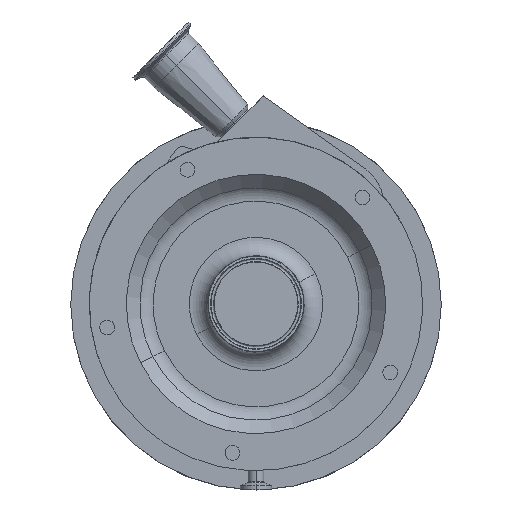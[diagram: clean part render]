
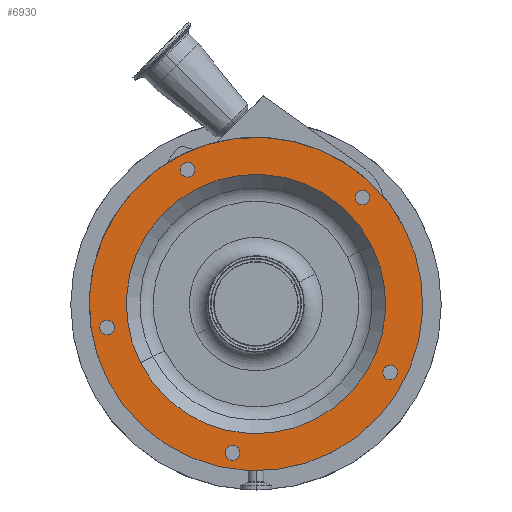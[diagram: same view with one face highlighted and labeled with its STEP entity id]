
A CAD part, top view. The second image highlights one B-rep face of the part: STEP entity #6930.
In plain terms, the highlighted planar face has unit normal (0, 0, 1).
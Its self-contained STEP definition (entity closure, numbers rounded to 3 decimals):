
#52 = VERTEX_POINT ( 'NONE', #3253 ) ;
#184 = AXIS2_PLACEMENT_3D ( 'NONE', #3824, #397, #4333 ) ;
#209 = DIRECTION ( 'NONE',  ( 0., 0., 1. ) ) ;
#265 = DIRECTION ( 'NONE',  ( 0., 0., 1. ) ) ;
#288 = FACE_BOUND ( 'NONE', #1125, .T. ) ;
#298 = AXIS2_PLACEMENT_3D ( 'NONE', #2994, #5811, #4206 ) ;
#352 = EDGE_CURVE ( 'NONE', #52, #5573, #4143, .T. ) ;
#397 = DIRECTION ( 'NONE',  ( 0., 0., 1. ) ) ;
#499 = CARTESIAN_POINT ( 'NONE',  ( 105.979, -60.733, 284. ) ) ;
#514 = CARTESIAN_POINT ( 'NONE',  ( -60.733, 105.979, 284. ) ) ;
#580 = DIRECTION ( 'NONE',  ( -0.454, -0.891, 0. ) ) ;
#590 = AXIS2_PLACEMENT_3D ( 'NONE', #1482, #3710, #2128 ) ;
#611 = DIRECTION ( 'NONE',  ( 0., 0., 1. ) ) ;
#686 = CARTESIAN_POINT ( 'NONE',  ( 0., 0., 284. ) ) ;
#815 = AXIS2_PLACEMENT_3D ( 'NONE', #5235, #209, #2892 ) ;
#887 = DIRECTION ( 'NONE',  ( -0.156, 0.988, 0. ) ) ;
#892 = AXIS2_PLACEMENT_3D ( 'NONE', #5794, #6310, #2900 ) ;
#899 = DIRECTION ( 'NONE',  ( 0., 0., 1. ) ) ;
#923 = EDGE_LOOP ( 'NONE', ( #4003, #6873 ) ) ;
#930 = CIRCLE ( 'NONE', #6297, 135. ) ;
#1004 = EDGE_CURVE ( 'NONE', #4963, #4019, #6949, .T. ) ;
#1037 = ORIENTED_EDGE ( 'NONE', *, *, #5095, .F. ) ;
#1054 = DIRECTION ( 'NONE',  ( 0., 0., 1. ) ) ;
#1113 = DIRECTION ( 'NONE',  ( 0.891, 0.454, 0. ) ) ;
#1125 = EDGE_LOOP ( 'NONE', ( #4384, #1037 ) ) ;
#1153 = DIRECTION ( 'NONE',  ( 0., 0., 1. ) ) ;
#1204 = AXIS2_PLACEMENT_3D ( 'NONE', #6123, #1153, #580 ) ;
#1235 = DIRECTION ( 'NONE',  ( 0.891, 0.454, 0. ) ) ;
#1262 = CARTESIAN_POINT ( 'NONE',  ( 82.024, 90.51, 284. ) ) ;
#1289 = VERTEX_POINT ( 'NONE', #499 ) ;
#1318 = DIRECTION ( 'NONE',  ( 0.707, -0.707, 0. ) ) ;
#1437 = DIRECTION ( 'NONE',  ( -0.454, -0.891, 0. ) ) ;
#1439 = AXIS2_PLACEMENT_3D ( 'NONE', #5249, #5797, #1235 ) ;
#1447 = EDGE_CURVE ( 'NONE', #6454, #2565, #3808, .T. ) ;
#1482 = CARTESIAN_POINT ( 'NONE',  ( 0., 0., 284. ) ) ;
#1497 = CARTESIAN_POINT ( 'NONE',  ( 86.267, 86.267, 284. ) ) ;
#1565 = DIRECTION ( 'NONE',  ( 0.707, -0.707, 0. ) ) ;
#1623 = CARTESIAN_POINT ( 'NONE',  ( -120.286, -61.289, 284. ) ) ;
#1739 = DIRECTION ( 'NONE',  ( 0., 0., -1. ) ) ;
#1795 = CIRCLE ( 'NONE', #6570, 6. ) ;
#1892 = ORIENTED_EDGE ( 'NONE', *, *, #1004, .F. ) ;
#1908 = DIRECTION ( 'NONE',  ( 0., 0., 1. ) ) ;
#2128 = DIRECTION ( 'NONE',  ( 0.891, 0.454, 0. ) ) ;
#2142 = AXIS2_PLACEMENT_3D ( 'NONE', #5501, #1739, #7137 ) ;
#2239 = FACE_BOUND ( 'NONE', #6526, .T. ) ;
#2497 = CARTESIAN_POINT ( 'NONE',  ( 90.51, 82.024, 284. ) ) ;
#2538 = EDGE_CURVE ( 'NONE', #4932, #5889, #4192, .T. ) ;
#2552 = EDGE_CURVE ( 'NONE', #2565, #6454, #930, .T. ) ;
#2565 = VERTEX_POINT ( 'NONE', #1623 ) ;
#2578 = VERTEX_POINT ( 'NONE', #4402 ) ;
#2686 = EDGE_CURVE ( 'NONE', #5889, #4932, #3961, .T. ) ;
#2708 = ORIENTED_EDGE ( 'NONE', *, *, #6212, .F. ) ;
#2749 = EDGE_LOOP ( 'NONE', ( #7025, #3954 ) ) ;
#2829 = ORIENTED_EDGE ( 'NONE', *, *, #3365, .F. ) ;
#2872 = ORIENTED_EDGE ( 'NONE', *, *, #6070, .F. ) ;
#2889 = ORIENTED_EDGE ( 'NONE', *, *, #2686, .F. ) ;
#2892 = DIRECTION ( 'NONE',  ( 0.891, 0.454, 0. ) ) ;
#2900 = DIRECTION ( 'NONE',  ( -0.988, 0.156, 0. ) ) ;
#2994 = CARTESIAN_POINT ( 'NONE',  ( -55.387, 108.703, 284. ) ) ;
#3030 = CIRCLE ( 'NONE', #7000, 6. ) ;
#3182 = AXIS2_PLACEMENT_3D ( 'NONE', #5198, #6328, #1318 ) ;
#3253 = CARTESIAN_POINT ( 'NONE',  ( -50.041, 111.427, 284. ) ) ;
#3263 = FACE_BOUND ( 'NONE', #2749, .T. ) ;
#3365 = EDGE_CURVE ( 'NONE', #2578, #6201, #3030, .T. ) ;
#3367 = CARTESIAN_POINT ( 'NONE',  ( -13.159, -121.437, 284. ) ) ;
#3405 = CARTESIAN_POINT ( 'NONE',  ( 0., 0., 284. ) ) ;
#3613 = CARTESIAN_POINT ( 'NONE',  ( -120.498, -19.085, 284. ) ) ;
#3640 = AXIS2_PLACEMENT_3D ( 'NONE', #1497, #4788, #1565 ) ;
#3710 = DIRECTION ( 'NONE',  ( 0., 0., 1. ) ) ;
#3718 = DIRECTION ( 'NONE',  ( -0.156, 0.988, 0. ) ) ;
#3760 = ORIENTED_EDGE ( 'NONE', *, *, #4534, .F. ) ;
#3808 = CIRCLE ( 'NONE', #4273, 135. ) ;
#3824 = CARTESIAN_POINT ( 'NONE',  ( -19.085, -120.498, 284. ) ) ;
#3954 = ORIENTED_EDGE ( 'NONE', *, *, #6755, .F. ) ;
#3961 = CIRCLE ( 'NONE', #815, 105. ) ;
#4003 = ORIENTED_EDGE ( 'NONE', *, *, #1447, .T. ) ;
#4014 = CIRCLE ( 'NONE', #1204, 6. ) ;
#4019 = VERTEX_POINT ( 'NONE', #5385 ) ;
#4143 = CIRCLE ( 'NONE', #298, 6. ) ;
#4146 = CARTESIAN_POINT ( 'NONE',  ( -119.559, -25.011, 284. ) ) ;
#4192 = CIRCLE ( 'NONE', #590, 105. ) ;
#4206 = DIRECTION ( 'NONE',  ( 0.891, 0.454, 0. ) ) ;
#4227 = CIRCLE ( 'NONE', #3640, 6. ) ;
#4273 = AXIS2_PLACEMENT_3D ( 'NONE', #686, #1908, #5714 ) ;
#4333 = DIRECTION ( 'NONE',  ( -0.988, 0.156, 0. ) ) ;
#4339 = EDGE_CURVE ( 'NONE', #4763, #7138, #4227, .T. ) ;
#4384 = ORIENTED_EDGE ( 'NONE', *, *, #4339, .F. ) ;
#4402 = CARTESIAN_POINT ( 'NONE',  ( -121.437, -13.159, 284. ) ) ;
#4416 = CARTESIAN_POINT ( 'NONE',  ( 111.427, -50.041, 284. ) ) ;
#4452 = CARTESIAN_POINT ( 'NONE',  ( -120.498, -19.085, 284. ) ) ;
#4478 = FACE_BOUND ( 'NONE', #5082, .T. ) ;
#4534 = EDGE_CURVE ( 'NONE', #6201, #2578, #5747, .T. ) ;
#4585 = EDGE_LOOP ( 'NONE', ( #2889, #4839 ) ) ;
#4763 = VERTEX_POINT ( 'NONE', #2497 ) ;
#4788 = DIRECTION ( 'NONE',  ( 0., 0., 1. ) ) ;
#4839 = ORIENTED_EDGE ( 'NONE', *, *, #2538, .F. ) ;
#4844 = FACE_OUTER_BOUND ( 'NONE', #923, .T. ) ;
#4914 = FACE_BOUND ( 'NONE', #4585, .T. ) ;
#4932 = VERTEX_POINT ( 'NONE', #6590 ) ;
#4963 = VERTEX_POINT ( 'NONE', #3367 ) ;
#5082 = EDGE_LOOP ( 'NONE', ( #2829, #3760 ) ) ;
#5095 = EDGE_CURVE ( 'NONE', #7138, #4763, #6348, .T. ) ;
#5198 = CARTESIAN_POINT ( 'NONE',  ( 86.267, 86.267, 284. ) ) ;
#5235 = CARTESIAN_POINT ( 'NONE',  ( 0., 0., 284. ) ) ;
#5249 = CARTESIAN_POINT ( 'NONE',  ( -55.387, 108.703, 284. ) ) ;
#5385 = CARTESIAN_POINT ( 'NONE',  ( -25.011, -119.559, 284. ) ) ;
#5501 = CARTESIAN_POINT ( 'NONE',  ( -17.706, 34.749, 284. ) ) ;
#5573 = VERTEX_POINT ( 'NONE', #514 ) ;
#5609 = FACE_BOUND ( 'NONE', #7094, .T. ) ;
#5653 = VERTEX_POINT ( 'NONE', #4416 ) ;
#5714 = DIRECTION ( 'NONE',  ( 0.891, 0.454, 0. ) ) ;
#5747 = CIRCLE ( 'NONE', #6332, 6. ) ;
#5753 = CIRCLE ( 'NONE', #1439, 6. ) ;
#5794 = CARTESIAN_POINT ( 'NONE',  ( -19.085, -120.498, 284. ) ) ;
#5797 = DIRECTION ( 'NONE',  ( 0., 0., 1. ) ) ;
#5811 = DIRECTION ( 'NONE',  ( 0., 0., 1. ) ) ;
#5889 = VERTEX_POINT ( 'NONE', #7218 ) ;
#5944 = EDGE_CURVE ( 'NONE', #4019, #4963, #6935, .T. ) ;
#5955 = ORIENTED_EDGE ( 'NONE', *, *, #5944, .F. ) ;
#6070 = EDGE_CURVE ( 'NONE', #5653, #1289, #4014, .T. ) ;
#6123 = CARTESIAN_POINT ( 'NONE',  ( 108.703, -55.387, 284. ) ) ;
#6201 = VERTEX_POINT ( 'NONE', #4146 ) ;
#6212 = EDGE_CURVE ( 'NONE', #1289, #5653, #1795, .T. ) ;
#6297 = AXIS2_PLACEMENT_3D ( 'NONE', #3405, #611, #1113 ) ;
#6310 = DIRECTION ( 'NONE',  ( 0., 0., 1. ) ) ;
#6328 = DIRECTION ( 'NONE',  ( 0., 0., 1. ) ) ;
#6332 = AXIS2_PLACEMENT_3D ( 'NONE', #4452, #1054, #3718 ) ;
#6337 = CARTESIAN_POINT ( 'NONE',  ( 108.703, -55.387, 284. ) ) ;
#6348 = CIRCLE ( 'NONE', #3182, 6. ) ;
#6454 = VERTEX_POINT ( 'NONE', #6941 ) ;
#6526 = EDGE_LOOP ( 'NONE', ( #5955, #1892 ) ) ;
#6570 = AXIS2_PLACEMENT_3D ( 'NONE', #6337, #899, #1437 ) ;
#6590 = CARTESIAN_POINT ( 'NONE',  ( -93.556, -47.669, 284. ) ) ;
#6633 = PLANE ( 'NONE',  #2142 ) ;
#6755 = EDGE_CURVE ( 'NONE', #5573, #52, #5753, .T. ) ;
#6873 = ORIENTED_EDGE ( 'NONE', *, *, #2552, .T. ) ;
#6930 = ADVANCED_FACE ( 'NONE', ( #4844, #288, #5609, #2239, #4478, #3263, #4914 ), #6633, .F. ) ;
#6935 = CIRCLE ( 'NONE', #184, 6. ) ;
#6941 = CARTESIAN_POINT ( 'NONE',  ( 120.286, 61.289, 284. ) ) ;
#6949 = CIRCLE ( 'NONE', #892, 6. ) ;
#7000 = AXIS2_PLACEMENT_3D ( 'NONE', #3613, #265, #887 ) ;
#7025 = ORIENTED_EDGE ( 'NONE', *, *, #352, .F. ) ;
#7094 = EDGE_LOOP ( 'NONE', ( #2708, #2872 ) ) ;
#7137 = DIRECTION ( 'NONE',  ( 0., -1., 0. ) ) ;
#7138 = VERTEX_POINT ( 'NONE', #1262 ) ;
#7218 = CARTESIAN_POINT ( 'NONE',  ( 93.556, 47.669, 284. ) ) ;
